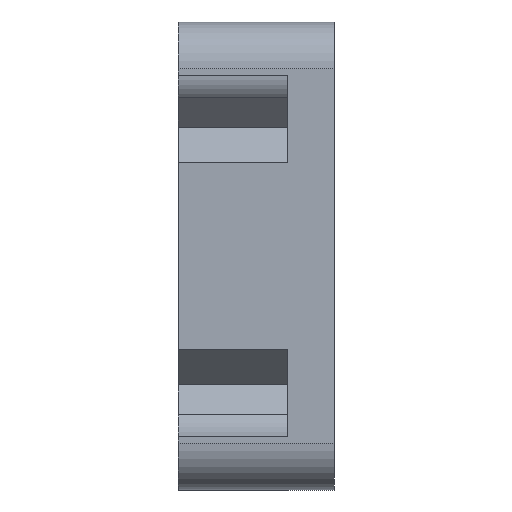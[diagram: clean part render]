
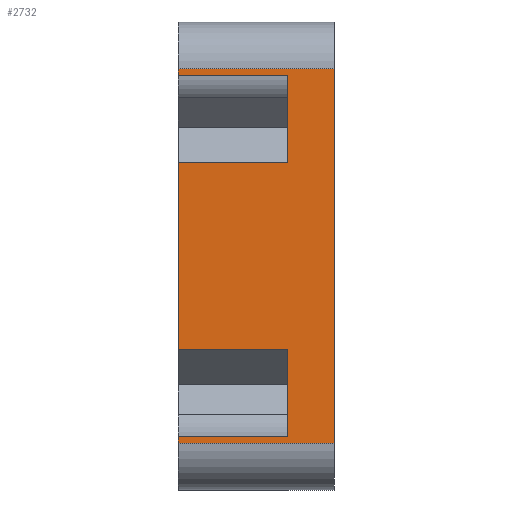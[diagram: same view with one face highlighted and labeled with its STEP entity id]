
A CAD part, left-side view. The second image highlights one B-rep face of the part: STEP entity #2732.
In plain terms, the highlighted planar face has unit normal (-1, 0, 0).
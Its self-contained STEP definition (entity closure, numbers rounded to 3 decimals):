
#97=DIRECTION('',(0.,0.,1.));
#98=VECTOR('',#97,24.);
#99=CARTESIAN_POINT('',(-15.,0.,-12.));
#100=LINE('',#99,#98);
#243=DIRECTION('',(0.,0.,1.));
#244=VECTOR('',#243,0.414);
#245=CARTESIAN_POINT('',(-15.,10.,11.586));
#246=LINE('',#245,#244);
#260=DIRECTION('',(0.,0.,1.));
#261=VECTOR('',#260,12.);
#262=CARTESIAN_POINT('',(-15.,10.,-6.));
#263=LINE('',#262,#261);
#277=DIRECTION('',(0.,0.,1.));
#278=VECTOR('',#277,0.414);
#279=CARTESIAN_POINT('',(-15.,10.,-12.));
#280=LINE('',#279,#278);
#941=DIRECTION('',(0.,0.,-1.));
#942=VECTOR('',#941,5.586);
#943=CARTESIAN_POINT('',(-15.,3.,-6.));
#944=LINE('',#943,#942);
#957=DIRECTION('',(0.,1.,0.));
#958=VECTOR('',#957,7.);
#959=CARTESIAN_POINT('',(-15.,3.,-11.586));
#960=LINE('',#959,#958);
#961=DIRECTION('',(0.,-1.,0.));
#962=VECTOR('',#961,7.);
#963=CARTESIAN_POINT('',(-15.,10.,-6.));
#964=LINE('',#963,#962);
#965=DIRECTION('',(0.,-1.,0.));
#966=VECTOR('',#965,7.);
#967=CARTESIAN_POINT('',(-15.,10.,6.));
#968=LINE('',#967,#966);
#969=DIRECTION('',(0.,-1.,0.));
#970=VECTOR('',#969,7.);
#971=CARTESIAN_POINT('',(-15.,10.,11.586));
#972=LINE('',#971,#970);
#973=DIRECTION('',(0.,-1.,0.));
#974=VECTOR('',#973,10.);
#975=CARTESIAN_POINT('',(-15.,10.,12.));
#976=LINE('',#975,#974);
#977=DIRECTION('',(0.,-1.,0.));
#978=VECTOR('',#977,10.);
#979=CARTESIAN_POINT('',(-15.,10.,-12.));
#980=LINE('',#979,#978);
#1023=DIRECTION('',(0.,0.,-1.));
#1024=VECTOR('',#1023,5.586);
#1025=CARTESIAN_POINT('',(-15.,3.,11.586));
#1026=LINE('',#1025,#1024);
#1250=CARTESIAN_POINT('',(-15.,0.,12.));
#1252=VERTEX_POINT('',#1250);
#1253=CARTESIAN_POINT('',(-15.,10.,12.));
#1254=VERTEX_POINT('',#1253);
#1257=CARTESIAN_POINT('',(-15.,0.,-12.));
#1259=VERTEX_POINT('',#1257);
#1263=CARTESIAN_POINT('',(-15.,10.,-12.));
#1264=VERTEX_POINT('',#1263);
#1301=CARTESIAN_POINT('',(-15.,10.,-6.));
#1303=VERTEX_POINT('',#1301);
#1305=CARTESIAN_POINT('',(-15.,3.,-6.));
#1306=VERTEX_POINT('',#1305);
#1321=CARTESIAN_POINT('',(-15.,10.,-11.586));
#1323=VERTEX_POINT('',#1321);
#1327=CARTESIAN_POINT('',(-15.,3.,-11.586));
#1328=VERTEX_POINT('',#1327);
#1330=CARTESIAN_POINT('',(-15.,10.,6.));
#1332=VERTEX_POINT('',#1330);
#1337=CARTESIAN_POINT('',(-15.,3.,6.));
#1338=VERTEX_POINT('',#1337);
#1397=CARTESIAN_POINT('',(-15.,10.,11.586));
#1398=VERTEX_POINT('',#1397);
#1399=CARTESIAN_POINT('',(-15.,3.,11.586));
#1400=VERTEX_POINT('',#1399);
#2706=CARTESIAN_POINT('',(-15.,0.,-15.));
#2707=DIRECTION('',(-1.,0.,0.));
#2708=DIRECTION('',(0.,0.,1.));
#2709=AXIS2_PLACEMENT_3D('',#2706,#2707,#2708);
#2710=PLANE('',#2709);
#2712=ORIENTED_EDGE('',*,*,#2711,.F.);
#2713=ORIENTED_EDGE('',*,*,#2683,.F.);
#2715=ORIENTED_EDGE('',*,*,#2714,.F.);
#2716=ORIENTED_EDGE('',*,*,#1764,.T.);
#2718=ORIENTED_EDGE('',*,*,#2717,.T.);
#2720=ORIENTED_EDGE('',*,*,#2719,.F.);
#2722=ORIENTED_EDGE('',*,*,#2721,.F.);
#2723=ORIENTED_EDGE('',*,*,#1756,.T.);
#2725=ORIENTED_EDGE('',*,*,#2724,.T.);
#2726=ORIENTED_EDGE('',*,*,#1632,.F.);
#2728=ORIENTED_EDGE('',*,*,#2727,.F.);
#2729=ORIENTED_EDGE('',*,*,#1772,.T.);
#2730=EDGE_LOOP('',(#2712,#2713,#2715,#2716,#2718,#2720,#2722,#2723,#2725,#2726,
#2728,#2729));
#2731=FACE_OUTER_BOUND('',#2730,.F.);
#1632=EDGE_CURVE('',#1259,#1252,#100,.T.);
#1756=EDGE_CURVE('',#1398,#1254,#246,.T.);
#1764=EDGE_CURVE('',#1303,#1332,#263,.T.);
#1772=EDGE_CURVE('',#1264,#1323,#280,.T.);
#2683=EDGE_CURVE('',#1306,#1328,#944,.T.);
#2711=EDGE_CURVE('',#1328,#1323,#960,.T.);
#2714=EDGE_CURVE('',#1303,#1306,#964,.T.);
#2717=EDGE_CURVE('',#1332,#1338,#968,.T.);
#2719=EDGE_CURVE('',#1400,#1338,#1026,.T.);
#2721=EDGE_CURVE('',#1398,#1400,#972,.T.);
#2724=EDGE_CURVE('',#1254,#1252,#976,.T.);
#2727=EDGE_CURVE('',#1264,#1259,#980,.T.);
#2732=ADVANCED_FACE('',(#2731),#2710,.T.);
